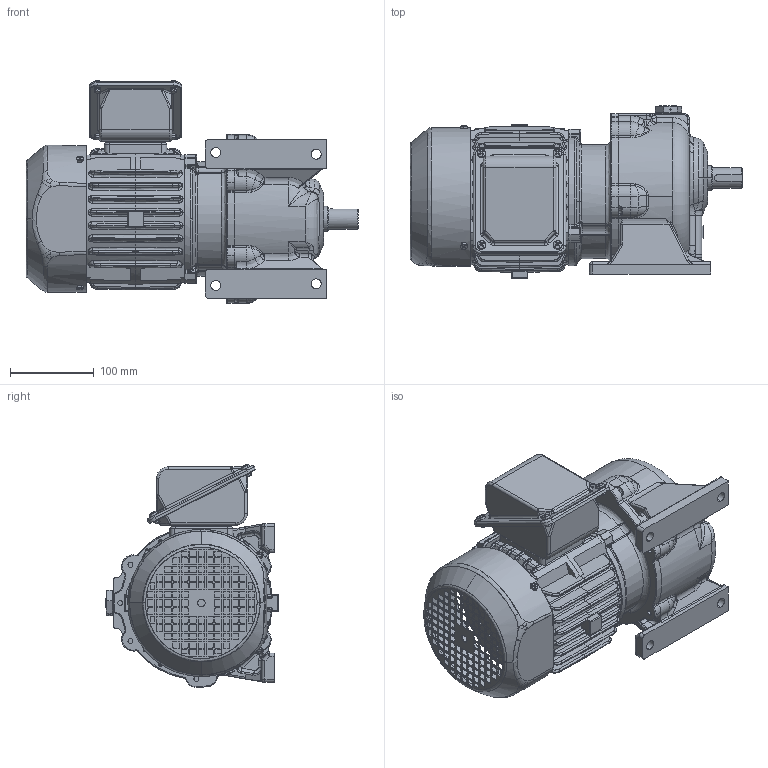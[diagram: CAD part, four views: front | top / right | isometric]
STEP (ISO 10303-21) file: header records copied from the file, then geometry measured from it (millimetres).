
FILE_DESCRIPTION (( 'STEP AP214' ), '1' );
FILE_NAME ('EK2DO07102_RPH_0.75KW_R5_CUSTOMER_2024-01-24 171405.STEP', '2024-01-25T05:43:42', ( '' ), ( '' ), 'SwSTEP 2.0', 'SolidWorks 2022', '' );
FILE_SCHEMA (( 'AUTOMOTIVE_DESIGN' ));
Length unit declared in the file: millimetre
Products named in the file (1): EK2DO07102_RPH_0.75KW_R5_CUSTOMER_2024-01-24 171405
Bounding box: 397 x 206.5 x 266.46 mm (x, y, z)
Volume: 7177252.9 mm3; surface area: 614201.4 mm2
Topology: 17 solids, 17 shells, 3395 faces, 8797 edges, 5374 vertices
Faces by surface type: cylinder 1317, plane 1107, bspline 810, cone 79, torus 65, sphere 17
Entity records: 179546 total; most frequent: CARTESIAN_POINT 64734, ORIENTED_EDGE 17352, DIRECTION 14508, EDGE_CURVE 8676, VERTEX_POINT 5368, AXIS2_PLACEMENT_3D 5200, VECTOR 4108, LINE 4108
